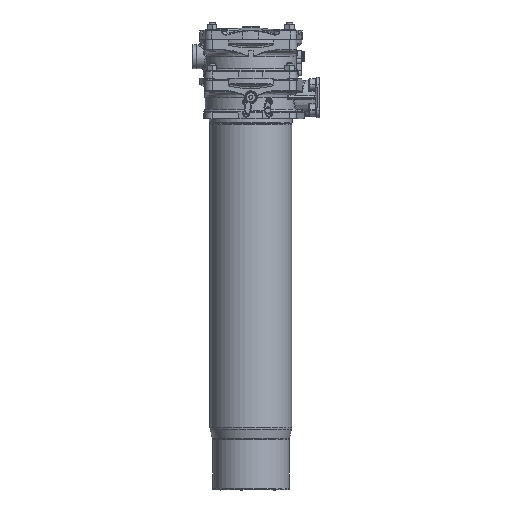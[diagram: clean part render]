
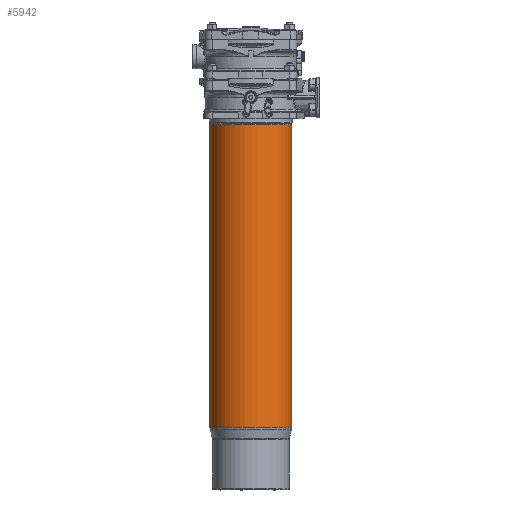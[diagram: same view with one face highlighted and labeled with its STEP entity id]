
A CAD part, front view. The second image highlights one B-rep face of the part: STEP entity #5942.
In plain terms, the highlighted free-form (B-spline) face has degree [2, 1] with [7, 2] control points.
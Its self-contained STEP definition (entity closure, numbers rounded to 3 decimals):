
#5855=CARTESIAN_POINT('V2311',(69.,0.,
   -521.451));
#5856=VERTEX_POINT('V2311',#5855);
#5872=CARTESIAN_POINT('E3748',(69.,0.,
   -521.451));
#5873=CARTESIAN_POINT('E3748',(69.,
   119.512,-521.451));
#5874=CARTESIAN_POINT('E3748',(-34.5,
   59.756,-521.451));
#5875=CARTESIAN_POINT('E3748',(-138.,0.,
   -521.451));
#5876=CARTESIAN_POINT('E3748',(-34.5,
   -59.756,-521.451));
#5877=CARTESIAN_POINT('E3748',(69.,
   -119.512,-521.451));
#5878=CARTESIAN_POINT('E3748',(69.,0.,
   -521.451));
#5886=(BOUNDED_CURVE()B_SPLINE_CURVE(2,(#5872,#5873,#5874,#5875,
   #5876,#5877,#5878),.CIRCULAR_ARC.,.T.,.U.)
   B_SPLINE_CURVE_WITH_KNOTS((3,2,2,3),(0.0,0.468,
   0.935,1.403),.UNSPECIFIED.)CURVE()
   GEOMETRIC_REPRESENTATION_ITEM()RATIONAL_B_SPLINE_CURVE((1.0,
   0.5,1.0,0.5,1.0,0.5,1.0)
   )REPRESENTATION_ITEM('E3748'));
#5887=EDGE_CURVE('E3748',#5856,#5856,#5886,.T.);
#5892=CARTESIAN_POINT('F1504',(69.,0.,
   -521.451));
#5893=CARTESIAN_POINT('F1504',(69.,
   119.512,-521.451));
#5894=CARTESIAN_POINT('F1504',(-34.5,
   59.756,-521.451));
#5895=CARTESIAN_POINT('F1504',(-138.,0.,
   -521.451));
#5896=CARTESIAN_POINT('F1504',(-34.5,
   -59.756,-521.451));
#5897=CARTESIAN_POINT('F1504',(69.,
   -119.512,-521.451));
#5898=CARTESIAN_POINT('F1504',(69.,0.,
   -521.451));
#5899=CARTESIAN_POINT('F1504',(69.,0.,
   -10.23));
#5900=CARTESIAN_POINT('F1504',(69.,
   119.512,-10.23));
#5901=CARTESIAN_POINT('F1504',(-34.5,
   59.756,-10.23));
#5902=CARTESIAN_POINT('F1504',(-138.,0.,
   -10.23));
#5903=CARTESIAN_POINT('F1504',(-34.5,
   -59.756,-10.23));
#5904=CARTESIAN_POINT('F1504',(69.,
   -119.512,-10.23));
#5905=CARTESIAN_POINT('F1504',(69.,0.,
   -10.23));
#5913=(BOUNDED_SURFACE()B_SPLINE_SURFACE(2,1,((#5892,#5899),(
   #5893,#5900),(#5894,#5901),(#5895,#5902),(#5896,#5903),(
   #5897,#5904),(#5898,#5905)),.CYLINDRICAL_SURF.,.T.,.F.,.U.)
   B_SPLINE_SURFACE_WITH_KNOTS((3,2,2,3),(2,2),(0.0,
   0.468,0.935,1.403),(0.0,1.0),
   .UNSPECIFIED.)GEOMETRIC_REPRESENTATION_ITEM()
   RATIONAL_B_SPLINE_SURFACE(((1.0,1.0),(0.5,
   0.5),(1.0,1.0),(0.5,
   0.5),(1.0,1.0),(0.5,
   0.5),(1.0,1.0)))REPRESENTATION_ITEM('F1504')
   SURFACE());
#5914=CARTESIAN_POINT('V2312',(69.,0.,
   -10.23));
#5915=VERTEX_POINT('V2312',#5914);
#5916=CARTESIAN_POINT('E3749',(69.,0.,
   -10.23));
#5917=CARTESIAN_POINT('E3749',(69.,0.,
   -521.451));
#5918=QUASI_UNIFORM_CURVE('E3749',1,(#5916,#5917),.POLYLINE_FORM.,
   .F.,.U.);
#5919=EDGE_CURVE('E3749',#5915,#5856,#5918,.T.);
#5920=ORIENTED_EDGE('E3749',*,*,#5919,.T.);
#5921=ORIENTED_EDGE('F1503',*,*,#5887,.T.);
#5922=ORIENTED_EDGE('E3749',*,*,#5919,.F.);
#5923=CARTESIAN_POINT('E3750',(69.,0.,
   -10.23));
#5924=CARTESIAN_POINT('E3750',(69.,
   119.512,-10.23));
#5925=CARTESIAN_POINT('E3750',(-34.5,
   59.756,-10.23));
#5926=CARTESIAN_POINT('E3750',(-138.0,0.,
   -10.23));
#5927=CARTESIAN_POINT('E3750',(-34.5,
   -59.756,-10.23));
#5928=CARTESIAN_POINT('E3750',(69.,
   -119.512,-10.23));
#5929=CARTESIAN_POINT('E3750',(69.,0.,
   -10.23));
#5937=(BOUNDED_CURVE()B_SPLINE_CURVE(2,(#5923,#5924,#5925,#5926,
   #5927,#5928,#5929),.CIRCULAR_ARC.,.T.,.U.)
   B_SPLINE_CURVE_WITH_KNOTS((3,2,2,3),(0.0,47.297,
   94.595,141.892),.UNSPECIFIED.)CURVE()
   GEOMETRIC_REPRESENTATION_ITEM()RATIONAL_B_SPLINE_CURVE((1.0,
   0.5,1.0,0.5,1.0,0.5,1.0)
   )REPRESENTATION_ITEM('E3750'));
#5938=EDGE_CURVE('E3750',#5915,#5915,#5937,.T.);
#5939=ORIENTED_EDGE('E3750',*,*,#5938,.F.);
#5940=EDGE_LOOP('F1504',(#5920,#5921,#5922,#5939));
#5941=FACE_OUTER_BOUND('F1504',#5940,.T.);
#5942=ADVANCED_FACE('F1504',(#5941),#5913,.T.);
